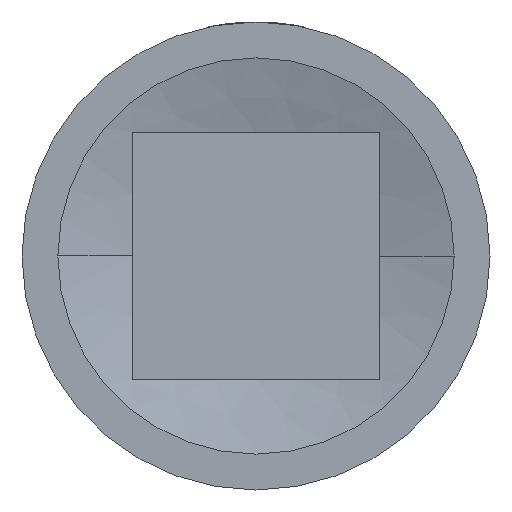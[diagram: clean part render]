
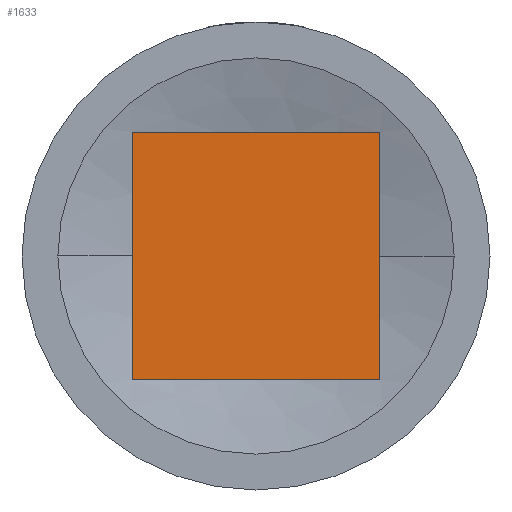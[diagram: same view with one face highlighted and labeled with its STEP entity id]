
A CAD part, front view. The second image highlights one B-rep face of the part: STEP entity #1633.
In plain terms, the highlighted planar face has unit normal (0, -1, 0).
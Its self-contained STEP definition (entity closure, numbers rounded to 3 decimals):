
#25 = CARTESIAN_POINT ( 'NONE',  ( 0., 18., 0. ) ) ;
#171 = DIRECTION ( 'NONE',  ( 0., 0., 1. ) ) ;
#359 = CARTESIAN_POINT ( 'NONE',  ( -6.35, 18., 6.35 ) ) ;
#372 = EDGE_CURVE ( 'NONE', #578, #1425, #1375, .T. ) ;
#448 = VERTEX_POINT ( 'NONE', #359 ) ;
#457 = EDGE_LOOP ( 'NONE', ( #656, #1285, #566, #1309 ) ) ;
#540 = FACE_OUTER_BOUND ( 'NONE', #457, .T. ) ;
#550 = VECTOR ( 'NONE', #1727, 1000. ) ;
#566 = ORIENTED_EDGE ( 'NONE', *, *, #1673, .T. ) ;
#578 = VERTEX_POINT ( 'NONE', #797 ) ;
#645 = DIRECTION ( 'NONE',  ( 1., 0., 0. ) ) ;
#656 = ORIENTED_EDGE ( 'NONE', *, *, #791, .T. ) ;
#680 = LINE ( 'NONE', #938, #1408 ) ;
#681 = AXIS2_PLACEMENT_3D ( 'NONE', #25, #1367, #1602 ) ;
#731 = VERTEX_POINT ( 'NONE', #979 ) ;
#755 = CARTESIAN_POINT ( 'NONE',  ( 6.35, 18., 6.35 ) ) ;
#791 = EDGE_CURVE ( 'NONE', #731, #578, #1163, .T. ) ;
#797 = CARTESIAN_POINT ( 'NONE',  ( 6.35, 18., -6.35 ) ) ;
#802 = CARTESIAN_POINT ( 'NONE',  ( -6.35, 18., 6.35 ) ) ;
#934 = EDGE_CURVE ( 'NONE', #448, #731, #1222, .T. ) ;
#938 = CARTESIAN_POINT ( 'NONE',  ( 6.35, 18., 6.35 ) ) ;
#979 = CARTESIAN_POINT ( 'NONE',  ( -6.35, 18., -6.35 ) ) ;
#1163 = LINE ( 'NONE', #1427, #1495 ) ;
#1176 = VECTOR ( 'NONE', #171, 1000. ) ;
#1222 = LINE ( 'NONE', #802, #550 ) ;
#1285 = ORIENTED_EDGE ( 'NONE', *, *, #372, .T. ) ;
#1309 = ORIENTED_EDGE ( 'NONE', *, *, #934, .T. ) ;
#1343 = PLANE ( 'NONE',  #681 ) ;
#1367 = DIRECTION ( 'NONE',  ( 0., -1., 0. ) ) ;
#1375 = LINE ( 'NONE', #1413, #1176 ) ;
#1408 = VECTOR ( 'NONE', #1472, 1000. ) ;
#1413 = CARTESIAN_POINT ( 'NONE',  ( 6.35, 18., -6.35 ) ) ;
#1425 = VERTEX_POINT ( 'NONE', #755 ) ;
#1427 = CARTESIAN_POINT ( 'NONE',  ( -6.35, 18., -6.35 ) ) ;
#1472 = DIRECTION ( 'NONE',  ( -1., 0., 0. ) ) ;
#1495 = VECTOR ( 'NONE', #645, 1000. ) ;
#1602 = DIRECTION ( 'NONE',  ( 0., 0., -1. ) ) ;
#1633 = ADVANCED_FACE ( 'NONE', ( #540 ), #1343, .T. ) ;
#1673 = EDGE_CURVE ( 'NONE', #1425, #448, #680, .T. ) ;
#1727 = DIRECTION ( 'NONE',  ( 0., 0., -1. ) ) ;
